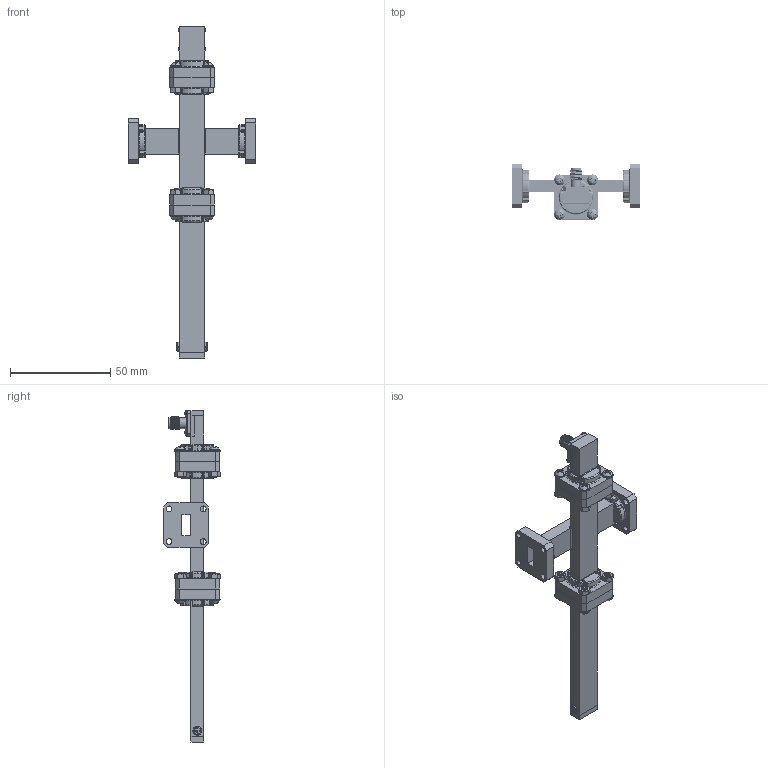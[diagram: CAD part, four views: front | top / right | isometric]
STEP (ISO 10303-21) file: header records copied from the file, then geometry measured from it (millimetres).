
FILE_DESCRIPTION (( 'STEP AP214' ), '1' );
FILE_NAME ('PEWCT1048.STEP', '2017-06-28T22:43:51', ( '' ), ( '' ), 'SwSTEP 2.0', 'SolidWorks 2014', '' );
FILE_SCHEMA (( 'AUTOMOTIVE_DESIGN' ));
Length unit declared in the file: inch
Products named in the file (9): M3 ROUND HD SCREW; PEWCP1039; Copy of M3 ROUND HD SCREW^PEWCT1004; PEWCT1048; Nut; Copy of Nut^PEWCT1004; PEWTR1002; PEWCT1004; PEWCA1018
Assembly tree (20 placements, depth 3):
  PEWCT1048
    PEWCT1004
      PEWCP1039
      PEWTR1002
      Copy of M3 ROUND HD SCREW^PEWCT1004  x4
      Copy of Nut^PEWCT1004  x4
    PEWCA1018
    M3 ROUND HD SCREW  x4
    Nut  x4
Bounding box: 63.5 x 28.1 x 165.36 mm (x, y, z)
Volume: 23384.4 mm3; surface area: 27254.1 mm2
Topology: 25 solids, 25 shells, 2492 faces, 6258 edges, 3820 vertices
Faces by surface type: cylinder 1108, plane 634, cone 387, bspline 207, torus 132, sphere 24
Entity records: 69437 total; most frequent: CARTESIAN_POINT 28838, ORIENTED_EDGE 7904, DIRECTION 7260, EDGE_CURVE 3952, AXIS2_PLACEMENT_3D 2786, VERTEX_POINT 2416, VECTOR 1688, LINE 1688
